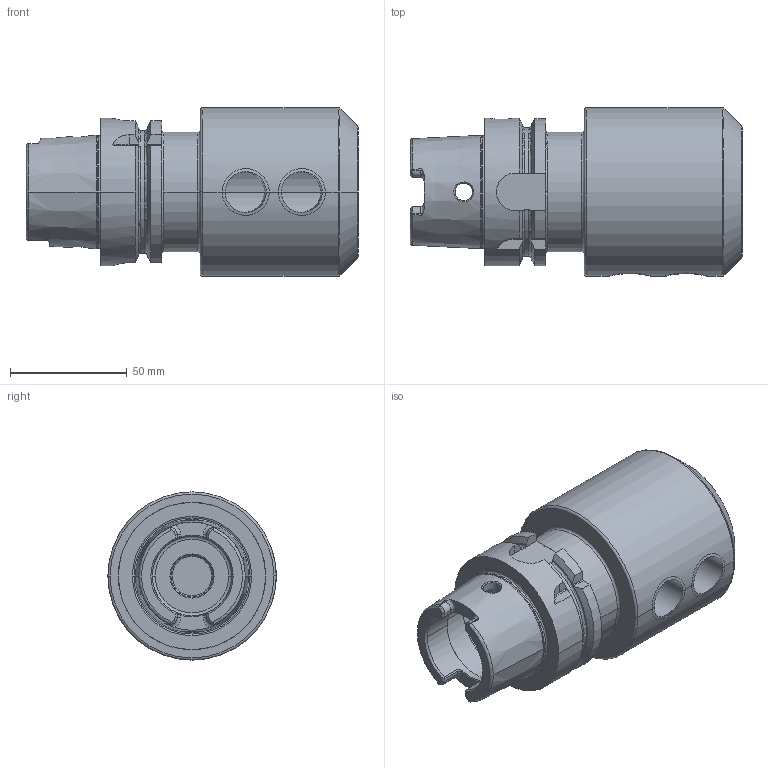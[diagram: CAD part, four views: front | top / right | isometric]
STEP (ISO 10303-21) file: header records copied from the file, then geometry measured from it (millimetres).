
FILE_DESCRIPTION((''),'2;1');
FILE_NAME('A63-030-32','2011-09-13T',('mei'),(''),'PRO/ENGINEER BY PARAMETRIC TECHNOLOGY CORPORATION, 2010430','PRO/ENGINEER BY PARAMETRIC TECHNOLOGY CORPORATION, 2010430','');
FILE_SCHEMA(('CONFIG_CONTROL_DESIGN'));
Length unit declared in the file: millimetre
Products named in the file (1): A63-030-32
Bounding box: 142 x 72 x 72 mm (x, y, z)
Volume: 327832.5 mm3; surface area: 53092.2 mm2
Topology: 1 solids, 4 shells, 193 faces, 503 edges, 310 vertices
Faces by surface type: plane 60, cylinder 58, torus 34, cone 31, bspline 8, extrusion 2
Entity records: 7545 total; most frequent: CARTESIAN_POINT 2927, ORIENTED_EDGE 988, DIRECTION 919, EDGE_CURVE 503, AXIS2_PLACEMENT_3D 364, VERTEX_POINT 310, EDGE_LOOP 199, FACE_OUTER_BOUND 193
